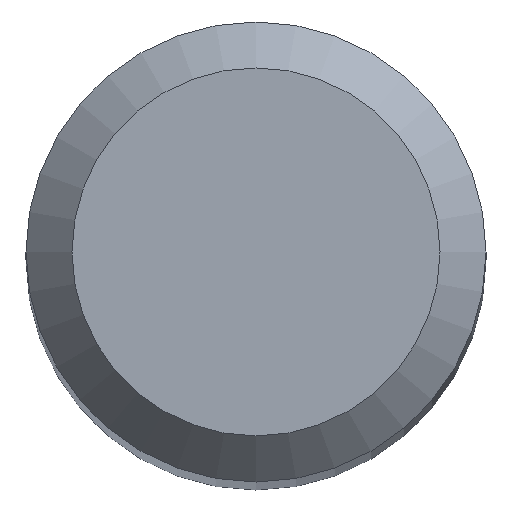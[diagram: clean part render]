
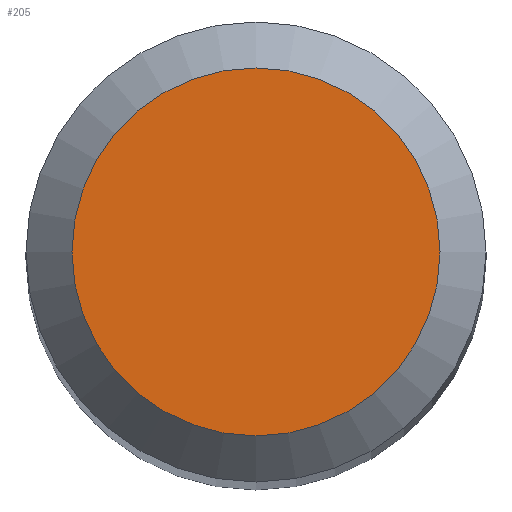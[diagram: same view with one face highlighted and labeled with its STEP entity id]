
A CAD part, top view. The second image highlights one B-rep face of the part: STEP entity #205.
In plain terms, the highlighted planar face has unit normal (0, 0, 1).
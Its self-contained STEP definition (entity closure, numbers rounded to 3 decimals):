
#6 = EDGE_CURVE ( 'NONE', #307, #307, #329, .T. ) ;
#25 = DIRECTION ( 'NONE',  ( -1., 0., 0. ) ) ;
#100 = ORIENTED_EDGE ( 'NONE', *, *, #6, .F. ) ;
#132 = CARTESIAN_POINT ( 'NONE',  ( 0., 0., 38. ) ) ;
#147 = AXIS2_PLACEMENT_3D ( 'NONE', #201, #282, #25 ) ;
#175 = DIRECTION ( 'NONE',  ( -1., 0., 0. ) ) ;
#177 = AXIS2_PLACEMENT_3D ( 'NONE', #132, #199, #175 ) ;
#183 = PLANE ( 'NONE',  #147 ) ;
#199 = DIRECTION ( 'NONE',  ( 0., 0., -1. ) ) ;
#201 = CARTESIAN_POINT ( 'NONE',  ( 0., 0., 38. ) ) ;
#205 = ADVANCED_FACE ( 'NONE', ( #344 ), #183, .F. ) ;
#281 = CARTESIAN_POINT ( 'NONE',  ( -1.2, 0., 38. ) ) ;
#282 = DIRECTION ( 'NONE',  ( 0., 0., -1. ) ) ;
#307 = VERTEX_POINT ( 'NONE', #281 ) ;
#329 = CIRCLE ( 'NONE', #177, 1.2 ) ;
#344 = FACE_OUTER_BOUND ( 'NONE', #349, .T. ) ;
#349 = EDGE_LOOP ( 'NONE', ( #100 ) ) ;
